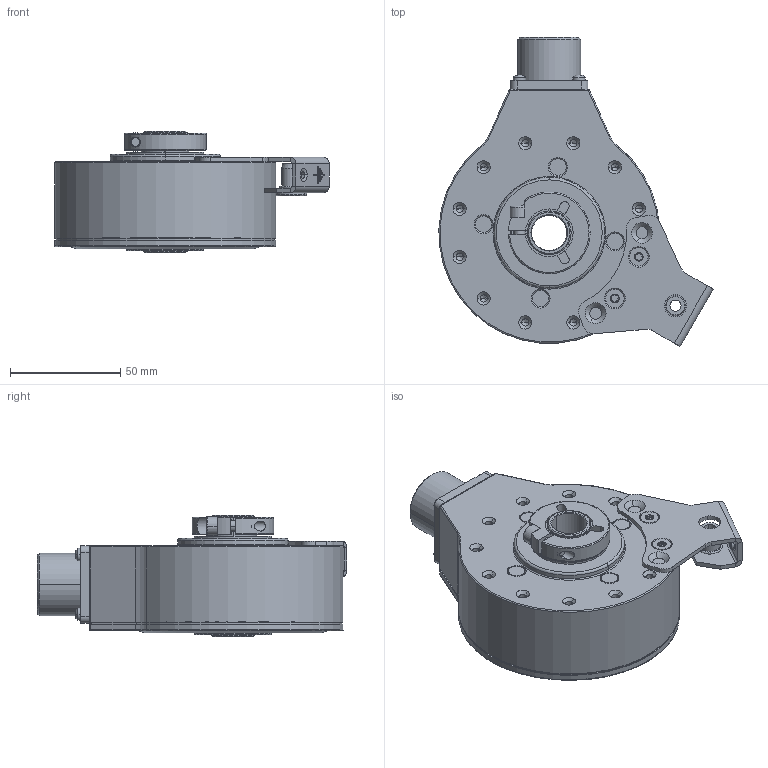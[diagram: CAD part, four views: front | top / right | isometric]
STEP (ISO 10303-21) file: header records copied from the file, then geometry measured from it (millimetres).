
FILE_DESCRIPTION((''),'2;1');
FILE_NAME('809694-01-K01_ASM','2011-10-14T',('se2935'),(''),'PRO/ENGINEER BY PARAMETRIC TECHNOLOGY CORPORATION, 2010370','PRO/ENGINEER BY PARAMETRIC TECHNOLOGY CORPORATION, 2010370','');
FILE_SCHEMA(('CONFIG_CONTROL_DESIGN','SHAPE_APPEARANCE_LAYERS_GROUPS'));
Length unit declared in the file: millimetre
Products named in the file (48): 782214-01-A01; 758122-02; 218648-16-K01; 204227-0M-K01; 631749-01-K01; 204227-8U; 390810-01; 355940-10-K01; 728850-01-A01_AF0; 728850-01-A02; 728850-01-K01_ASM; 202264-59-K01; 784139-01-K01_ASM; 740741-01-K01; 204227-0G-K01; 525527-01; 390389-01; 392202-01; 511316-01_ASM; 510740-01A1; 348955-02A2; 512273-01A1_ASM; 514641-01-A02_ASM; 661281-K01; 754342-01-K01_ASM; 662427-01-K01; 679579-A01; 540300-80-K01; 512995-01; 315809-01; 388283-01-K01; 679579-K01_ASM; 754325-01-K01_AF0; 804101-01-K01_AF0; 804101-01-K01_AF1; 804282-01-K01_ASM; 204214-8B-K01; 684087-01-K01; 804347-01-K01_ASM; 754337-01-K01 ...
Assembly tree (67 placements, depth 5):
  809694-01-K01_ASM
    782214-01-A01
    784139-01-K01_ASM
      758122-02
      218648-16-K01
      204227-0M-K01  x4
      631749-01-K01  x4
      204227-8U
      390810-01
      355940-10-K01  x4
      728850-01-K01_ASM
        728850-01-A01_AF0
        728850-01-A02
      202264-59-K01  x2
    754342-01-K01_ASM
      740741-01-K01
      204227-0G-K01
      525527-01
      514641-01-A02_ASM
        511316-01_ASM
          390389-01
          392202-01
        512273-01A1_ASM
          510740-01A1
          348955-02A2
      661281-K01
    679579-K01_ASM
      662427-01-K01
      679579-A01
      540300-80-K01
      512995-01
      315809-01
      388283-01-K01
    804487-01-K01_ASM
      804347-01-K01_ASM
        804282-01-K01_ASM
          754325-01-K01_AF0
          804101-01-K01_AF0
          804101-01-K01_AF1
        204214-8B-K01  x2
        684087-01-K01
      754337-01-K01
      200507-17-K01
    784850-01-K01_ASM
      753835-01-K01
      753858-01-K01
      218648-16-K01
      576131-10-K01  x9
      771892-01-K01
Bounding box: 124.15 x 139.99 x 55 mm (x, y, z)
Volume: 281763.5 mm3; surface area: 170852.6 mm2
Topology: 73 solids, 89 shells, 3260 faces, 8014 edges, 4960 vertices
Faces by surface type: plane 1604, cylinder 1044, cone 367, torus 165, sphere 74, bspline 4, revolution 2
Entity records: 83224 total; most frequent: CARTESIAN_POINT 15883, DIRECTION 14160, ORIENTED_EDGE 13472, EDGE_CURVE 6736, AXIS2_PLACEMENT_3D 4809, VECTOR 4540, LINE 4540, VERTEX_POINT 4304
